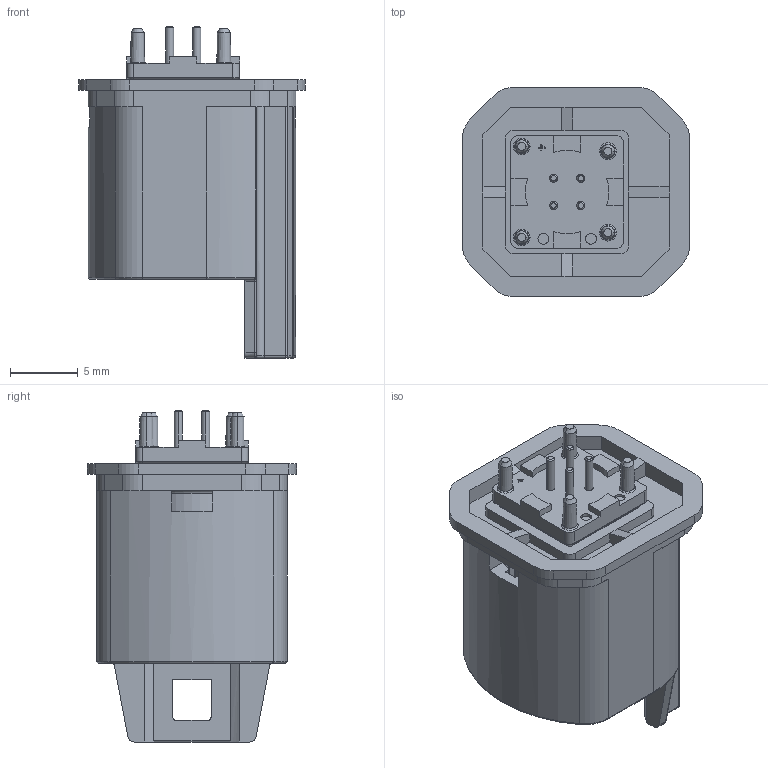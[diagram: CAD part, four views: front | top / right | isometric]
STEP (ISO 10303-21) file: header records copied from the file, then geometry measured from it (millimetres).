
FILE_DESCRIPTION((''),'2;1');
FILE_NAME('D4S14D-40MXX-Z_24052018_LV','2018-05-24T',('FL'),(''),'CREO PARAMETRIC BY PTC INC, 2017300','CREO PARAMETRIC BY PTC INC, 2017300','');
FILE_SCHEMA(('AUTOMOTIVE_DESIGN { 1 0 10303 214 1 1 1 1 }'));
Length unit declared in the file: millimetre
Products named in the file (1): D4S14D-40MXX-Z_24052018_LV
Bounding box: 16.7 x 15.4 x 24.45 mm (x, y, z)
Volume: 1416.8 mm3; surface area: 2597.5 mm2
Topology: 1 solids, 1 shells, 1589 faces, 4349 edges, 2844 vertices
Faces by surface type: plane 1303, cylinder 172, torus 47, cone 36, sphere 16, bspline 15
Entity records: 61524 total; most frequent: CARTESIAN_POINT 9086, ORIENTED_EDGE 8698, DIRECTION 7997, EDGE_CURVE 4349, VECTOR 3827, LINE 3827, VERTEX_POINT 2844, AXIS2_PLACEMENT_3D 2085
